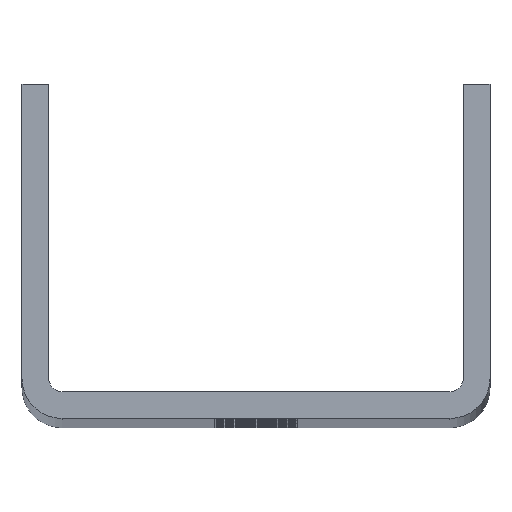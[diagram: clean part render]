
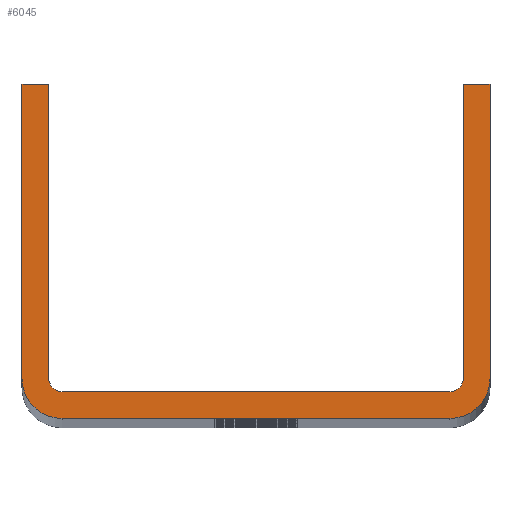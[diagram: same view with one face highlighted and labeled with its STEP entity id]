
A CAD part, top view. The second image highlights one B-rep face of the part: STEP entity #6045.
In plain terms, the highlighted planar face has unit normal (0, 0, 1).
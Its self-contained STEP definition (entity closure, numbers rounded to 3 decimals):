
#63 = CARTESIAN_POINT ( 'NONE',  ( -35., 50., 800. ) ) ;
#72 = VECTOR ( 'NONE', #2349, 1000. ) ;
#107 = VERTEX_POINT ( 'NONE', #6483 ) ;
#126 = CARTESIAN_POINT ( 'NONE',  ( 35., 6., 800. ) ) ;
#161 = DIRECTION ( 'NONE',  ( 1., 0., 0. ) ) ;
#177 = LINE ( 'NONE', #7129, #8181 ) ;
#195 = CARTESIAN_POINT ( 'NONE',  ( 29., 4., 800. ) ) ;
#305 = LINE ( 'NONE', #7745, #717 ) ;
#353 = VECTOR ( 'NONE', #7094, 1000. ) ;
#453 = DIRECTION ( 'NONE',  ( 1., 0., 0. ) ) ;
#464 = VERTEX_POINT ( 'NONE', #3825 ) ;
#551 = LINE ( 'NONE', #5409, #7496 ) ;
#606 = CIRCLE ( 'NONE', #2181, 2. ) ;
#652 = ORIENTED_EDGE ( 'NONE', *, *, #1269, .T. ) ;
#663 = VECTOR ( 'NONE', #453, 1000. ) ;
#717 = VECTOR ( 'NONE', #1712, 1000. ) ;
#725 = CARTESIAN_POINT ( 'NONE',  ( 31., 50., 800. ) ) ;
#734 = DIRECTION ( 'NONE',  ( 0., -1., 0. ) ) ;
#1002 = DIRECTION ( 'NONE',  ( 0., 0., 1. ) ) ;
#1090 = CARTESIAN_POINT ( 'NONE',  ( -29., 4., 800. ) ) ;
#1203 = EDGE_CURVE ( 'NONE', #5607, #7600, #1594, .T. ) ;
#1227 = AXIS2_PLACEMENT_3D ( 'NONE', #1388, #6891, #8361 ) ;
#1269 = EDGE_CURVE ( 'NONE', #5870, #7218, #7270, .T. ) ;
#1273 = EDGE_LOOP ( 'NONE', ( #4829, #8819, #6040, #1759, #2160, #3634, #6189, #2736, #652, #8412, #3704, #7576 ) ) ;
#1388 = CARTESIAN_POINT ( 'NONE',  ( -29., 6., 800. ) ) ;
#1434 = DIRECTION ( 'NONE',  ( 0., 0., 1. ) ) ;
#1520 = CIRCLE ( 'NONE', #1227, 2. ) ;
#1594 = LINE ( 'NONE', #2308, #72 ) ;
#1597 = EDGE_CURVE ( 'NONE', #7218, #3620, #8774, .T. ) ;
#1712 = DIRECTION ( 'NONE',  ( 1., 0., 0. ) ) ;
#1759 = ORIENTED_EDGE ( 'NONE', *, *, #3364, .F. ) ;
#2160 = ORIENTED_EDGE ( 'NONE', *, *, #4847, .F. ) ;
#2163 = CARTESIAN_POINT ( 'NONE',  ( -29., 0., 800. ) ) ;
#2181 = AXIS2_PLACEMENT_3D ( 'NONE', #2996, #5018, #161 ) ;
#2308 = CARTESIAN_POINT ( 'NONE',  ( 31., 6., 800. ) ) ;
#2345 = FACE_OUTER_BOUND ( 'NONE', #1273, .T. ) ;
#2349 = DIRECTION ( 'NONE',  ( 0., 1., 0. ) ) ;
#2476 = LINE ( 'NONE', #1090, #663 ) ;
#2503 = AXIS2_PLACEMENT_3D ( 'NONE', #3455, #1434, #2734 ) ;
#2506 = DIRECTION ( 'NONE',  ( 1., 0., 0. ) ) ;
#2585 = EDGE_CURVE ( 'NONE', #5870, #464, #305, .T. ) ;
#2734 = DIRECTION ( 'NONE',  ( 1., 0., 0. ) ) ;
#2736 = ORIENTED_EDGE ( 'NONE', *, *, #2585, .F. ) ;
#2793 = CIRCLE ( 'NONE', #2503, 6. ) ;
#2847 = DIRECTION ( 'NONE',  ( 0., 1., 0. ) ) ;
#2996 = CARTESIAN_POINT ( 'NONE',  ( 29., 6., 800. ) ) ;
#3033 = VERTEX_POINT ( 'NONE', #3220 ) ;
#3183 = DIRECTION ( 'NONE',  ( 0., 0., 1. ) ) ;
#3220 = CARTESIAN_POINT ( 'NONE',  ( 29., 0., 800. ) ) ;
#3364 = EDGE_CURVE ( 'NONE', #7056, #5607, #606, .T. ) ;
#3455 = CARTESIAN_POINT ( 'NONE',  ( 29., 6., 800. ) ) ;
#3491 = CARTESIAN_POINT ( 'NONE',  ( -29., 4., 800. ) ) ;
#3620 = VERTEX_POINT ( 'NONE', #2163 ) ;
#3634 = ORIENTED_EDGE ( 'NONE', *, *, #4237, .F. ) ;
#3690 = EDGE_CURVE ( 'NONE', #7600, #5778, #7750, .T. ) ;
#3704 = ORIENTED_EDGE ( 'NONE', *, *, #8751, .T. ) ;
#3825 = CARTESIAN_POINT ( 'NONE',  ( -31., 50., 800. ) ) ;
#3877 = CARTESIAN_POINT ( 'NONE',  ( -35., 50., 800. ) ) ;
#4065 = AXIS2_PLACEMENT_3D ( 'NONE', #4479, #3183, #2506 ) ;
#4150 = CARTESIAN_POINT ( 'NONE',  ( -31., 50., 800. ) ) ;
#4237 = EDGE_CURVE ( 'NONE', #107, #8018, #1520, .T. ) ;
#4479 = CARTESIAN_POINT ( 'NONE',  ( -29., 6., 800. ) ) ;
#4829 = ORIENTED_EDGE ( 'NONE', *, *, #8182, .T. ) ;
#4847 = EDGE_CURVE ( 'NONE', #8018, #7056, #2476, .T. ) ;
#5018 = DIRECTION ( 'NONE',  ( 0., 0., 1. ) ) ;
#5087 = PLANE ( 'NONE',  #8212 ) ;
#5136 = DIRECTION ( 'NONE',  ( 1., 0., 0. ) ) ;
#5140 = VECTOR ( 'NONE', #7227, 1000. ) ;
#5409 = CARTESIAN_POINT ( 'NONE',  ( 35., 6., 800. ) ) ;
#5607 = VERTEX_POINT ( 'NONE', #5862 ) ;
#5624 = CARTESIAN_POINT ( 'NONE',  ( -35., 6., 800. ) ) ;
#5778 = VERTEX_POINT ( 'NONE', #6845 ) ;
#5862 = CARTESIAN_POINT ( 'NONE',  ( 31., 6., 800. ) ) ;
#5870 = VERTEX_POINT ( 'NONE', #63 ) ;
#6040 = ORIENTED_EDGE ( 'NONE', *, *, #1203, .F. ) ;
#6045 = ADVANCED_FACE ( 'NONE', ( #2345 ), #5087, .T. ) ;
#6189 = ORIENTED_EDGE ( 'NONE', *, *, #8310, .F. ) ;
#6383 = DIRECTION ( 'NONE',  ( 1., 0., 0. ) ) ;
#6437 = EDGE_CURVE ( 'NONE', #3033, #6672, #2793, .T. ) ;
#6483 = CARTESIAN_POINT ( 'NONE',  ( -31., 6., 800. ) ) ;
#6672 = VERTEX_POINT ( 'NONE', #126 ) ;
#6845 = CARTESIAN_POINT ( 'NONE',  ( 35., 50., 800. ) ) ;
#6891 = DIRECTION ( 'NONE',  ( 0., 0., 1. ) ) ;
#7056 = VERTEX_POINT ( 'NONE', #195 ) ;
#7094 = DIRECTION ( 'NONE',  ( 1., 0., 0. ) ) ;
#7129 = CARTESIAN_POINT ( 'NONE',  ( -29., 0., 800. ) ) ;
#7141 = CARTESIAN_POINT ( 'NONE',  ( 29., 6., 800. ) ) ;
#7218 = VERTEX_POINT ( 'NONE', #5624 ) ;
#7227 = DIRECTION ( 'NONE',  ( 0., -1., 0. ) ) ;
#7270 = LINE ( 'NONE', #3877, #5140 ) ;
#7496 = VECTOR ( 'NONE', #2847, 1000. ) ;
#7576 = ORIENTED_EDGE ( 'NONE', *, *, #6437, .T. ) ;
#7600 = VERTEX_POINT ( 'NONE', #725 ) ;
#7745 = CARTESIAN_POINT ( 'NONE',  ( -35., 50., 800. ) ) ;
#7750 = LINE ( 'NONE', #8514, #353 ) ;
#7773 = VECTOR ( 'NONE', #734, 1000. ) ;
#8018 = VERTEX_POINT ( 'NONE', #3491 ) ;
#8181 = VECTOR ( 'NONE', #6383, 1000. ) ;
#8182 = EDGE_CURVE ( 'NONE', #6672, #5778, #551, .T. ) ;
#8207 = LINE ( 'NONE', #4150, #7773 ) ;
#8212 = AXIS2_PLACEMENT_3D ( 'NONE', #7141, #1002, #5136 ) ;
#8310 = EDGE_CURVE ( 'NONE', #464, #107, #8207, .T. ) ;
#8361 = DIRECTION ( 'NONE',  ( 1., 0., 0. ) ) ;
#8412 = ORIENTED_EDGE ( 'NONE', *, *, #1597, .T. ) ;
#8514 = CARTESIAN_POINT ( 'NONE',  ( 31., 50., 800. ) ) ;
#8751 = EDGE_CURVE ( 'NONE', #3620, #3033, #177, .T. ) ;
#8774 = CIRCLE ( 'NONE', #4065, 6. ) ;
#8819 = ORIENTED_EDGE ( 'NONE', *, *, #3690, .F. ) ;
